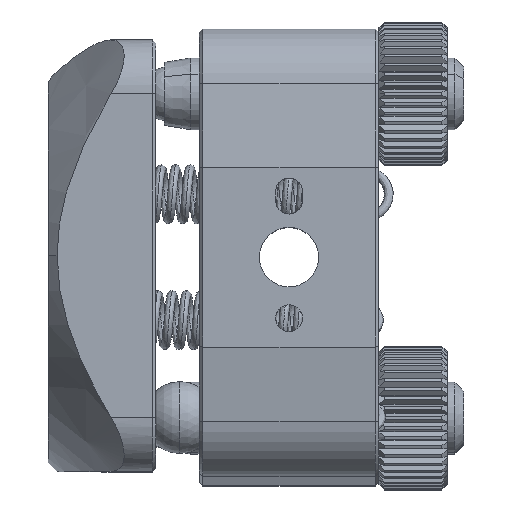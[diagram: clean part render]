
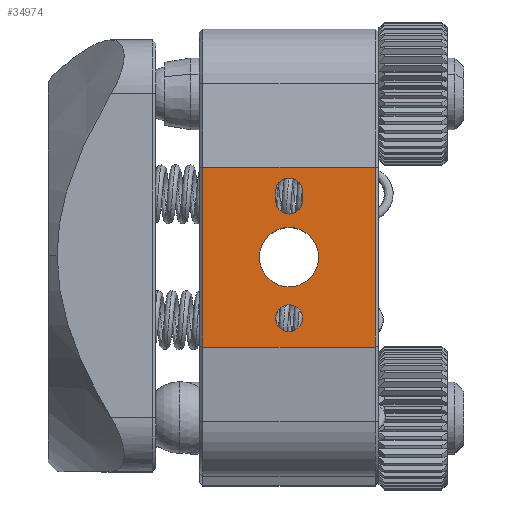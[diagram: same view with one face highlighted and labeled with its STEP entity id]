
A CAD part, top view. The second image highlights one B-rep face of the part: STEP entity #34974.
In plain terms, the highlighted planar face has unit normal (0, 0, 1).
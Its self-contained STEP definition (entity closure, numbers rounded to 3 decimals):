
#98 = DIRECTION ( 'NONE',  ( 0., -1., 0. ) ) ;
#545 = DIRECTION ( 'NONE',  ( 0., 0., -1. ) ) ;
#735 = ORIENTED_EDGE ( 'NONE', *, *, #40502, .F. ) ;
#1411 = VERTEX_POINT ( 'NONE', #8453 ) ;
#2202 = DIRECTION ( 'NONE',  ( 0., -1., 0. ) ) ;
#2514 = CARTESIAN_POINT ( 'NONE',  ( 4.7, 12.7, -11.124 ) ) ;
#3018 = CARTESIAN_POINT ( 'NONE',  ( 0.65, 3.15, -11.124 ) ) ;
#3330 = AXIS2_PLACEMENT_3D ( 'NONE', #31651, #14065, #14783 ) ;
#3500 = CARTESIAN_POINT ( 'NONE',  ( -0.1, -3.4, -11.124 ) ) ;
#3645 = VERTEX_POINT ( 'NONE', #39024 ) ;
#4529 = ORIENTED_EDGE ( 'NONE', *, *, #25817, .T. ) ;
#4971 = VECTOR ( 'NONE', #36994, 1000. ) ;
#5241 = VERTEX_POINT ( 'NONE', #23954 ) ;
#5498 = EDGE_CURVE ( 'NONE', #22415, #33446, #29035, .T. ) ;
#5852 = ORIENTED_EDGE ( 'NONE', *, *, #43617, .T. ) ;
#6008 = VERTEX_POINT ( 'NONE', #43819 ) ;
#6717 = CARTESIAN_POINT ( 'NONE',  ( 4.7, 5., -11.124 ) ) ;
#7440 = CIRCLE ( 'NONE', #12897, 0.75 ) ;
#7639 = DIRECTION ( 'NONE',  ( 0., 0., -1. ) ) ;
#8453 = CARTESIAN_POINT ( 'NONE',  ( -0.1, 1.65, -11.124 ) ) ;
#9034 = CARTESIAN_POINT ( 'NONE',  ( -0.1, 3.15, -11.124 ) ) ;
#9803 = CARTESIAN_POINT ( 'NONE',  ( -0.1, 3.15, -11.124 ) ) ;
#10053 = VERTEX_POINT ( 'NONE', #14066 ) ;
#10250 = VERTEX_POINT ( 'NONE', #22103 ) ;
#11016 = ORIENTED_EDGE ( 'NONE', *, *, #27829, .F. ) ;
#11194 = CARTESIAN_POINT ( 'NONE',  ( -0.85, 12.7, -11.124 ) ) ;
#11456 = EDGE_CURVE ( 'NONE', #43310, #10250, #29224, .T. ) ;
#12232 = VECTOR ( 'NONE', #34495, 1000. ) ;
#12686 = AXIS2_PLACEMENT_3D ( 'NONE', #17539, #35782, #2202 ) ;
#12714 = DIRECTION ( 'NONE',  ( 0., -1., 0. ) ) ;
#12897 = AXIS2_PLACEMENT_3D ( 'NONE', #9034, #545, #27038 ) ;
#13177 = ORIENTED_EDGE ( 'NONE', *, *, #33520, .T. ) ;
#13266 = CARTESIAN_POINT ( 'NONE',  ( -0.1, 0., -11.124 ) ) ;
#13815 = LINE ( 'NONE', #24996, #29154 ) ;
#14065 = DIRECTION ( 'NONE',  ( 0., 0., -1. ) ) ;
#14066 = CARTESIAN_POINT ( 'NONE',  ( -0.1, -1.65, -11.124 ) ) ;
#14783 = DIRECTION ( 'NONE',  ( 0., 1., 0. ) ) ;
#15632 = FACE_OUTER_BOUND ( 'NONE', #24895, .T. ) ;
#15968 = AXIS2_PLACEMENT_3D ( 'NONE', #13266, #35672, #47359 ) ;
#16229 = DIRECTION ( 'NONE',  ( 0., -1., 0. ) ) ;
#16506 = EDGE_CURVE ( 'NONE', #5241, #3645, #24751, .T. ) ;
#16581 = CIRCLE ( 'NONE', #12686, 1.65 ) ;
#16688 = EDGE_LOOP ( 'NONE', ( #17297, #4529 ) ) ;
#17026 = DIRECTION ( 'NONE',  ( 0., -1., 0. ) ) ;
#17297 = ORIENTED_EDGE ( 'NONE', *, *, #16506, .T. ) ;
#17539 = CARTESIAN_POINT ( 'NONE',  ( -0.1, 0., -11.124 ) ) ;
#17856 = EDGE_LOOP ( 'NONE', ( #11016, #735 ) ) ;
#18365 = DIRECTION ( 'NONE',  ( 0., -1., 0. ) ) ;
#19795 = EDGE_CURVE ( 'NONE', #34894, #33776, #26860, .T. ) ;
#20092 = AXIS2_PLACEMENT_3D ( 'NONE', #31350, #46250, #17026 ) ;
#21336 = ORIENTED_EDGE ( 'NONE', *, *, #45861, .T. ) ;
#21570 = VECTOR ( 'NONE', #98, 1000. ) ;
#22103 = CARTESIAN_POINT ( 'NONE',  ( -0.85, 3.15, -11.124 ) ) ;
#22415 = VERTEX_POINT ( 'NONE', #6717 ) ;
#23954 = CARTESIAN_POINT ( 'NONE',  ( -0.1, -4.15, -11.124 ) ) ;
#24253 = AXIS2_PLACEMENT_3D ( 'NONE', #45699, #34718, #16229 ) ;
#24558 = EDGE_CURVE ( 'NONE', #46707, #6008, #44567, .T. ) ;
#24751 = CIRCLE ( 'NONE', #20092, 0.75 ) ;
#24895 = EDGE_LOOP ( 'NONE', ( #37200, #28439, #41002, #21336 ) ) ;
#24996 = CARTESIAN_POINT ( 'NONE',  ( -5.1, -5., -11.124 ) ) ;
#25375 = CARTESIAN_POINT ( 'NONE',  ( -0.85, 3.65, -11.124 ) ) ;
#25817 = EDGE_CURVE ( 'NONE', #3645, #5241, #36156, .T. ) ;
#26860 = LINE ( 'NONE', #33441, #21570 ) ;
#26971 = CARTESIAN_POINT ( 'NONE',  ( 0.65, 12.7, -11.124 ) ) ;
#27038 = DIRECTION ( 'NONE',  ( 0., -1., 0. ) ) ;
#27426 = AXIS2_PLACEMENT_3D ( 'NONE', #9803, #46076, #12714 ) ;
#27588 = CIRCLE ( 'NONE', #15968, 1.65 ) ;
#27638 = CARTESIAN_POINT ( 'NONE',  ( 4.7, -5., -11.124 ) ) ;
#27829 = EDGE_CURVE ( 'NONE', #10053, #1411, #16581, .T. ) ;
#28192 = VERTEX_POINT ( 'NONE', #37733 ) ;
#28439 = ORIENTED_EDGE ( 'NONE', *, *, #41596, .T. ) ;
#29035 = LINE ( 'NONE', #2514, #39784 ) ;
#29154 = VECTOR ( 'NONE', #46935, 1000. ) ;
#29224 = LINE ( 'NONE', #11194, #4971 ) ;
#30454 = FACE_BOUND ( 'NONE', #17856, .T. ) ;
#31350 = CARTESIAN_POINT ( 'NONE',  ( -0.1, -3.4, -11.124 ) ) ;
#31550 = CARTESIAN_POINT ( 'NONE',  ( -5.1, 5., -11.124 ) ) ;
#31651 = CARTESIAN_POINT ( 'NONE',  ( 4.9, 12.7, -11.124 ) ) ;
#32136 = VECTOR ( 'NONE', #45506, 1000. ) ;
#32198 = DIRECTION ( 'NONE',  ( 0., -1., 0. ) ) ;
#33441 = CARTESIAN_POINT ( 'NONE',  ( -4.9, 12.7, -11.124 ) ) ;
#33446 = VERTEX_POINT ( 'NONE', #27638 ) ;
#33520 = EDGE_CURVE ( 'NONE', #43310, #28192, #44488, .T. ) ;
#33776 = VERTEX_POINT ( 'NONE', #36395 ) ;
#34122 = EDGE_LOOP ( 'NONE', ( #40877, #5852, #47513, #13177, #40052 ) ) ;
#34495 = DIRECTION ( 'NONE',  ( -1., 0., 0. ) ) ;
#34718 = DIRECTION ( 'NONE',  ( 0., 0., -1. ) ) ;
#34894 = VERTEX_POINT ( 'NONE', #45828 ) ;
#34974 = ADVANCED_FACE ( 'NONE', ( #15632, #30454, #47667, #42870 ), #40345, .F. ) ;
#35672 = DIRECTION ( 'NONE',  ( 0., 0., 1. ) ) ;
#35782 = DIRECTION ( 'NONE',  ( 0., 0., 1. ) ) ;
#36156 = CIRCLE ( 'NONE', #43960, 0.75 ) ;
#36395 = CARTESIAN_POINT ( 'NONE',  ( -4.9, -5., -11.124 ) ) ;
#36994 = DIRECTION ( 'NONE',  ( 0., -1., 0. ) ) ;
#37200 = ORIENTED_EDGE ( 'NONE', *, *, #19795, .T. ) ;
#37589 = EDGE_CURVE ( 'NONE', #46707, #28192, #45255, .T. ) ;
#37733 = CARTESIAN_POINT ( 'NONE',  ( 0.65, 3.65, -11.124 ) ) ;
#38852 = LINE ( 'NONE', #31550, #12232 ) ;
#39024 = CARTESIAN_POINT ( 'NONE',  ( -0.1, -2.65, -11.124 ) ) ;
#39784 = VECTOR ( 'NONE', #32198, 1000. ) ;
#40052 = ORIENTED_EDGE ( 'NONE', *, *, #37589, .F. ) ;
#40345 = PLANE ( 'NONE',  #3330 ) ;
#40502 = EDGE_CURVE ( 'NONE', #1411, #10053, #27588, .T. ) ;
#40877 = ORIENTED_EDGE ( 'NONE', *, *, #24558, .T. ) ;
#41002 = ORIENTED_EDGE ( 'NONE', *, *, #5498, .F. ) ;
#41596 = EDGE_CURVE ( 'NONE', #33776, #33446, #13815, .T. ) ;
#42870 = FACE_BOUND ( 'NONE', #34122, .T. ) ;
#43310 = VERTEX_POINT ( 'NONE', #25375 ) ;
#43617 = EDGE_CURVE ( 'NONE', #6008, #10250, #7440, .T. ) ;
#43819 = CARTESIAN_POINT ( 'NONE',  ( -0.1, 2.4, -11.124 ) ) ;
#43960 = AXIS2_PLACEMENT_3D ( 'NONE', #3500, #7639, #18365 ) ;
#44488 = CIRCLE ( 'NONE', #24253, 0.75 ) ;
#44567 = CIRCLE ( 'NONE', #27426, 0.75 ) ;
#45255 = LINE ( 'NONE', #26971, #32136 ) ;
#45506 = DIRECTION ( 'NONE',  ( 0., 1., 0. ) ) ;
#45699 = CARTESIAN_POINT ( 'NONE',  ( -0.1, 3.65, -11.124 ) ) ;
#45828 = CARTESIAN_POINT ( 'NONE',  ( -4.9, 5., -11.124 ) ) ;
#45861 = EDGE_CURVE ( 'NONE', #22415, #34894, #38852, .T. ) ;
#46076 = DIRECTION ( 'NONE',  ( 0., 0., -1. ) ) ;
#46250 = DIRECTION ( 'NONE',  ( 0., 0., -1. ) ) ;
#46707 = VERTEX_POINT ( 'NONE', #3018 ) ;
#46935 = DIRECTION ( 'NONE',  ( 1., 0., 0. ) ) ;
#47359 = DIRECTION ( 'NONE',  ( 0., -1., 0. ) ) ;
#47513 = ORIENTED_EDGE ( 'NONE', *, *, #11456, .F. ) ;
#47667 = FACE_BOUND ( 'NONE', #16688, .T. ) ;
